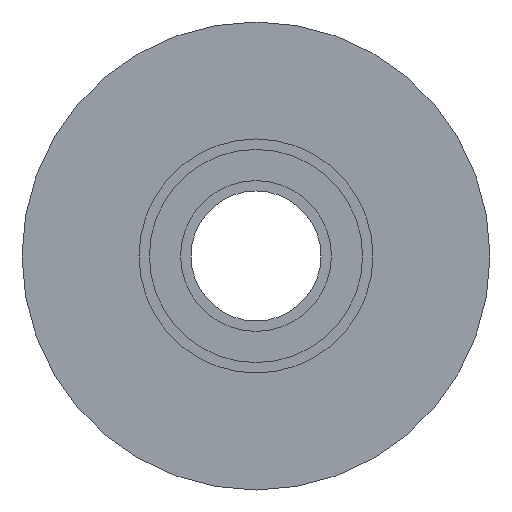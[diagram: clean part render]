
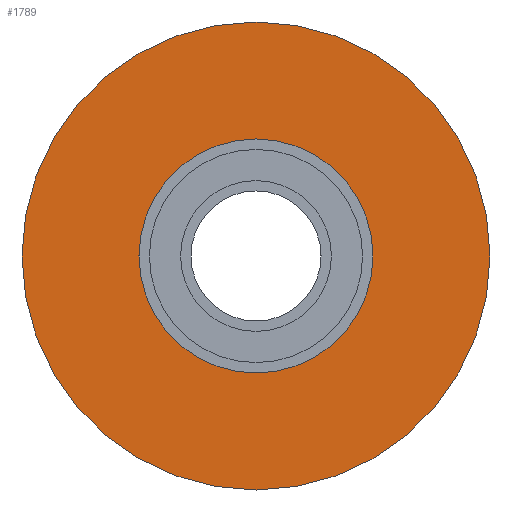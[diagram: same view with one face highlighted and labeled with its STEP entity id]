
A CAD part, left-side view. The second image highlights one B-rep face of the part: STEP entity #1789.
In plain terms, the highlighted planar face has unit normal (-1, 0, 0).
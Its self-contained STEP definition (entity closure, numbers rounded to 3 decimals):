
#304=FACE_BOUND('',#428,.T.);
#318=FACE_OUTER_BOUND('',#427,.T.);
#427=EDGE_LOOP('',(#1209));
#428=EDGE_LOOP('',(#1210));
#550=CIRCLE('',#1915,9.);
#551=CIRCLE('',#1916,4.5);
#738=VERTEX_POINT('',#2904);
#739=VERTEX_POINT('',#2906);
#926=EDGE_CURVE('',#738,#738,#550,.T.);
#927=EDGE_CURVE('',#739,#739,#551,.T.);
#1209=ORIENTED_EDGE('',*,*,#926,.F.);
#1210=ORIENTED_EDGE('',*,*,#927,.T.);
#1775=PLANE('',#1914);
#1789=ADVANCED_FACE('',(#318,#304),#1775,.F.);
#1914=AXIS2_PLACEMENT_3D('',#2903,#2213,#2214);
#1915=AXIS2_PLACEMENT_3D('',#2905,#2215,#2216);
#1916=AXIS2_PLACEMENT_3D('',#2907,#2217,#2218);
#2213=DIRECTION('center_axis',(1.,0.,0.));
#2214=DIRECTION('ref_axis',(0.,0.,-1.));
#2215=DIRECTION('center_axis',(1.,0.,0.));
#2216=DIRECTION('ref_axis',(0.,0.,1.));
#2217=DIRECTION('center_axis',(1.,0.,0.));
#2218=DIRECTION('ref_axis',(0.,0.,1.));
#2903=CARTESIAN_POINT('Origin',(2.5,0.,0.));
#2904=CARTESIAN_POINT('',(2.5,0.,-9.));
#2905=CARTESIAN_POINT('Origin',(2.5,0.,0.));
#2906=CARTESIAN_POINT('',(2.5,0.,-4.5));
#2907=CARTESIAN_POINT('Origin',(2.5,0.,0.));
